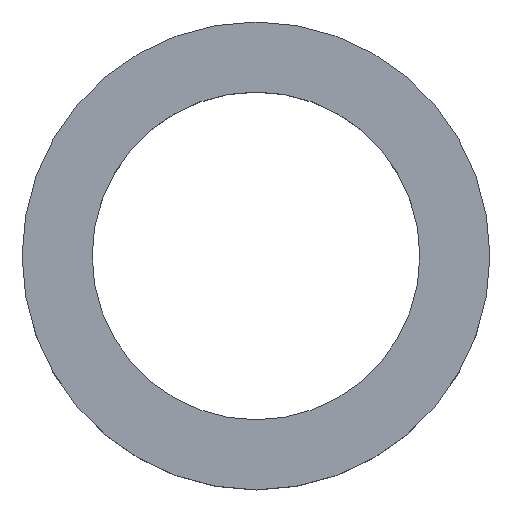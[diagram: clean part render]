
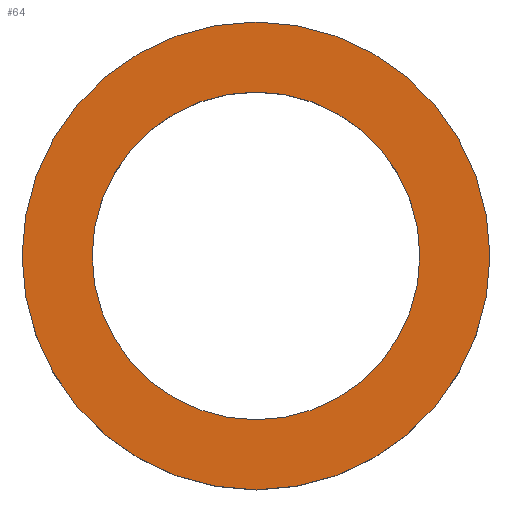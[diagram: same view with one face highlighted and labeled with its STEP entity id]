
A CAD part, top view. The second image highlights one B-rep face of the part: STEP entity #64.
In plain terms, the highlighted planar face has unit normal (0, 0, 1).
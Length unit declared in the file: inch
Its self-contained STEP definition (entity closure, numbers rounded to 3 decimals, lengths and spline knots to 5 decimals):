
#22=FACE_BOUND('',#32,.T.);
#26=FACE_OUTER_BOUND('',#31,.T.);
#31=EDGE_LOOP('',(#57));
#32=EDGE_LOOP('',(#58));
#35=CIRCLE('',#91,0.2925);
#36=CIRCLE('',#93,0.4175);
#39=VERTEX_POINT('',#122);
#40=VERTEX_POINT('',#126);
#43=EDGE_CURVE('',#39,#39,#35,.T.);
#45=EDGE_CURVE('',#40,#40,#36,.T.);
#57=ORIENTED_EDGE('',*,*,#45,.T.);
#58=ORIENTED_EDGE('',*,*,#43,.T.);
#60=PLANE('',#94);
#64=ADVANCED_FACE('',(#26,#22),#60,.T.);
#91=AXIS2_PLACEMENT_3D('',#123,#105,#106);
#93=AXIS2_PLACEMENT_3D('',#127,#110,#111);
#94=AXIS2_PLACEMENT_3D('',#129,#113,#114);
#105=DIRECTION('center_axis',(0.,0.,-1.));
#106=DIRECTION('ref_axis',(-1.,0.,0.));
#110=DIRECTION('center_axis',(0.,0.,1.));
#111=DIRECTION('ref_axis',(1.,0.,0.));
#113=DIRECTION('center_axis',(0.,0.,1.));
#114=DIRECTION('ref_axis',(1.,0.,0.));
#122=CARTESIAN_POINT('',(0.2925,0.,0.097));
#123=CARTESIAN_POINT('Origin',(0.,0.,0.097));
#126=CARTESIAN_POINT('',(-0.4175,0.,0.097));
#127=CARTESIAN_POINT('Origin',(0.,0.,0.097));
#129=CARTESIAN_POINT('Origin',(0.,0.,0.097));
